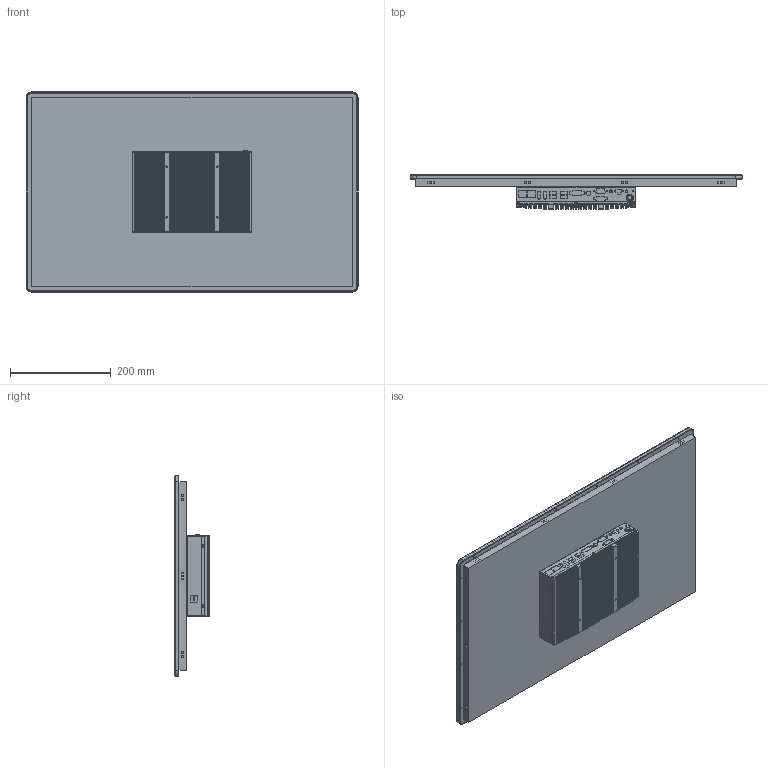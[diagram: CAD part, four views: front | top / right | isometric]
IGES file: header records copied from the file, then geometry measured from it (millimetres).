
Start section: SolidWorks IGES file using analytic representation for surfaces
Global section: file name: HPC-2700H.IGS; native system: SolidWorks 2020; preprocessor: SolidWorks 2020; author: PC; date: 220406.114631; units: millimetre
Bounding box: 660 x 67.97 x 398 mm (x, y, z)
Surface area: 1396318.3 mm2 (no closed solid volume)
Topology: 0 solids, 0 shells, 5173 faces, 43099 edges, 43099 vertices
Faces by surface type: revolution 2785, bspline 2388
